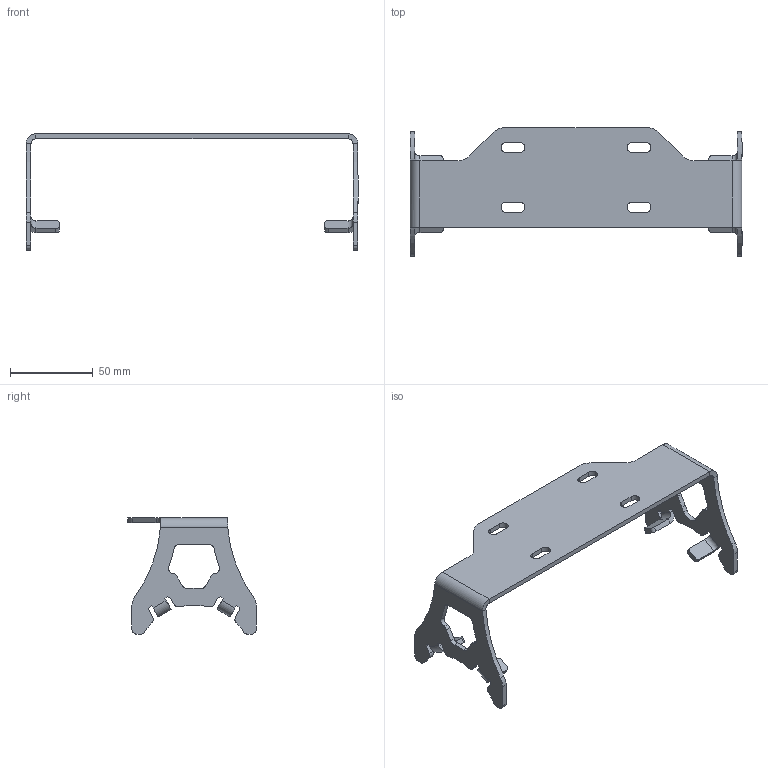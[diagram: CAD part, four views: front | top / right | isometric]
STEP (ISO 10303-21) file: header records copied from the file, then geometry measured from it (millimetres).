
FILE_DESCRIPTION(/* description */ (''),/* implementation_level */ '2;1');
FILE_NAME(/* name */ 'Air Tank Bracket.step',/* time_stamp */ '2024-06-11T20:08:23+02:00',/* author */ (''),/* organization */ (''),/* preprocessor_version */ 'ST-DEVELOPER v20',/* originating_system */ 'Autodesk Translation Framework v13.14.0.145',/* authorisation */ '');
FILE_SCHEMA (('AUTOMOTIVE_DESIGN { 1 0 10303 214 3 1 1 }'));
Length unit declared in the file: millimetre
Products named in the file (1): Air Tank Bracket
Bounding box: 200 x 77.5 x 70 mm (x, y, z)
Volume: 45615.4 mm3; surface area: 34682.1 mm2
Topology: 1 solids, 1 shells, 182 faces, 492 edges, 312 vertices
Faces by surface type: plane 96, cylinder 82, bspline 4
Entity records: 5889 total; most frequent: CARTESIAN_POINT 1159, DIRECTION 998, ORIENTED_EDGE 984, EDGE_CURVE 492, AXIS2_PLACEMENT_3D 335, LINE 328, VECTOR 328, VERTEX_POINT 312
